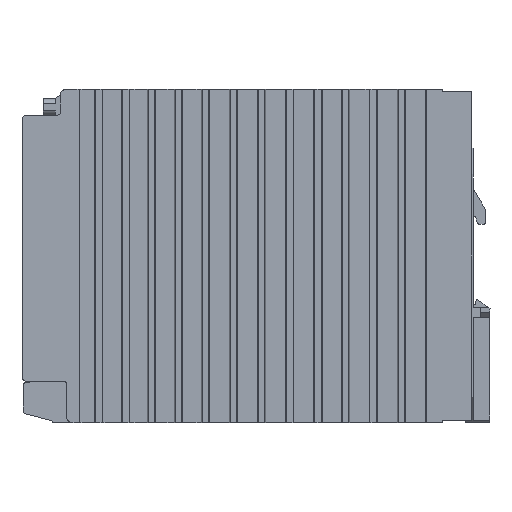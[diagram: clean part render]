
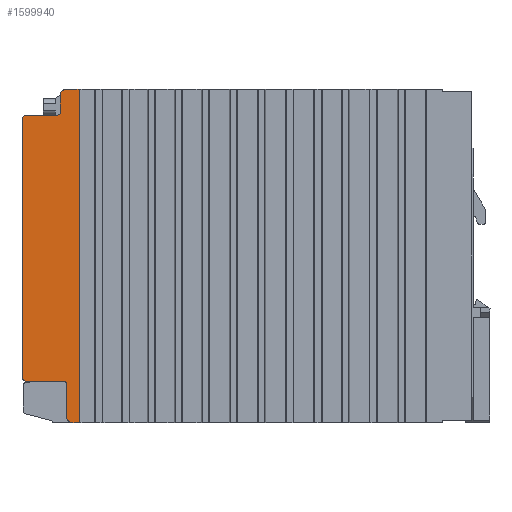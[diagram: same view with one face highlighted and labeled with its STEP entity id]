
A CAD part, left-side view. The second image highlights one B-rep face of the part: STEP entity #1599940.
In plain terms, the highlighted face is planar.
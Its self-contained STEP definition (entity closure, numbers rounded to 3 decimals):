
#139160=CARTESIAN_POINT('',(72.,65.,147.905));
#139170=VERTEX_POINT('',#139160);
#139200=CARTESIAN_POINT('',(72.,84.5,147.905));
#139210=DIRECTION('',(0.,-1.,0.));
#139220=VECTOR('',#139210,1.);
#139230=LINE('',#139200,#139220);
#139240=CARTESIAN_POINT('',(72.,62.238,147.905));
#139250=VERTEX_POINT('',#139240);
#139260=EDGE_CURVE('',#139170,#139250,#139230,.T.);
#143730=CARTESIAN_POINT('',(72.,84.5,129.905));
#143740=VERTEX_POINT('',#143730);
#143790=CARTESIAN_POINT('',(72.,82.5,129.905));
#143800=DIRECTION('',(-1.,0.,0.));
#143810=DIRECTION('',(0.,0.,1.));
#143820=AXIS2_PLACEMENT_3D('',#143790,#143800,#143810);
#143830=CIRCLE('',#143820,2.);
#143840=CARTESIAN_POINT('',(72.,82.5,131.905));
#143850=VERTEX_POINT('',#143840);
#143860=EDGE_CURVE('',#143850,#143740,#143830,.T.);
#287420=CARTESIAN_POINT('',(72.,84.5,17.905));
#287430=DIRECTION('',(0.,1.,0.));
#287440=VECTOR('',#287430,1.);
#287450=LINE('',#287420,#287440);
#291540=CARTESIAN_POINT('',(72.,62.238,17.905));
#291550=VERTEX_POINT('',#291540);
#291580=CARTESIAN_POINT('',(72.,67.5,17.905));
#291590=VERTEX_POINT('',#291580);
#291600=EDGE_CURVE('',#291550,#291590,#287450,.T.);
#292200=CARTESIAN_POINT('',(72.,84.5,131.905));
#292210=DIRECTION('',(0.,-1.,0.));
#292220=VECTOR('',#292210,1.);
#292230=LINE('',#292200,#292220);
#292240=CARTESIAN_POINT('',(72.,68.,131.905));
#292250=VERTEX_POINT('',#292240);
#292260=EDGE_CURVE('',#143850,#292250,#292230,.T.);
#298450=CARTESIAN_POINT('',(72.,70.5,27.905));
#298460=VERTEX_POINT('',#298450);
#298490=CARTESIAN_POINT('',(72.,84.5,27.905));
#298500=DIRECTION('',(0.,1.,0.));
#298510=VECTOR('',#298500,1.);
#298520=LINE('',#298490,#298510);
#298530=CARTESIAN_POINT('',(72.,82.5,27.905));
#298540=VERTEX_POINT('',#298530);
#298550=EDGE_CURVE('',#298460,#298540,#298520,.T.);
#298870=CARTESIAN_POINT('',(72.,82.5,29.905));
#298880=DIRECTION('',(-1.,0.,0.));
#298890=DIRECTION('',(0.,1.,0.));
#298900=AXIS2_PLACEMENT_3D('',#298870,#298880,#298890);
#298910=CIRCLE('',#298900,2.);
#298920=CARTESIAN_POINT('',(72.,84.5,29.905));
#298930=VERTEX_POINT('',#298920);
#298940=EDGE_CURVE('',#298930,#298540,#298910,.T.);
#299620=CARTESIAN_POINT('',(72.,84.5,82.905));
#299630=DIRECTION('',(0.,0.,1.));
#299640=VECTOR('',#299630,1.);
#299650=LINE('',#299620,#299640);
#299660=EDGE_CURVE('',#298930,#143740,#299650,.T.);
#301030=CARTESIAN_POINT('',(72.,62.238,82.905));
#301040=DIRECTION('',(-0.,0.,1.));
#301050=VECTOR('',#301040,1.);
#301060=LINE('',#301030,#301050);
#301070=EDGE_CURVE('',#291550,#139250,#301060,.T.);
#1479630=CARTESIAN_POINT('',(72.,69.5,19.905));
#1479640=VERTEX_POINT('',#1479630);
#1479690=CARTESIAN_POINT('',(72.,69.5,82.905));
#1479700=DIRECTION('',(0.,0.,1.));
#1479710=VECTOR('',#1479700,1.);
#1479720=LINE('',#1479690,#1479710);
#1479730=CARTESIAN_POINT('',(72.,69.5,26.905));
#1479740=VERTEX_POINT('',#1479730);
#1479750=EDGE_CURVE('',#1479640,#1479740,#1479720,.T.);
#1479980=CARTESIAN_POINT('',(72.,67.5,19.905));
#1479990=DIRECTION('',(-1.,0.,0.));
#1480000=DIRECTION('',(0.,1.,0.));
#1480010=AXIS2_PLACEMENT_3D('',#1479980,#1479990,#1480000);
#1480020=CIRCLE('',#1480010,2.);
#1480030=EDGE_CURVE('',#1479640,#291590,#1480020,.T.);
#1480240=CARTESIAN_POINT('',(72.,70.5,26.905));
#1480250=DIRECTION('',(1.,0.,0.));
#1480260=DIRECTION('',(0.,0.,1.));
#1480270=AXIS2_PLACEMENT_3D('',#1480240,#1480250,#1480260);
#1480280=CIRCLE('',#1480270,1.);
#1480290=EDGE_CURVE('',#298460,#1479740,#1480280,.T.);
#1484910=CARTESIAN_POINT('',(72.,67.,132.905));
#1484920=VERTEX_POINT('',#1484910);
#1484950=CARTESIAN_POINT('',(72.,67.,82.905));
#1484960=DIRECTION('',(-0.,0.,1.));
#1484970=VECTOR('',#1484960,1.);
#1484980=LINE('',#1484950,#1484970);
#1484990=CARTESIAN_POINT('',(72.,67.,145.905));
#1485000=VERTEX_POINT('',#1484990);
#1485010=EDGE_CURVE('',#1484920,#1485000,#1484980,.T.);
#1485240=CARTESIAN_POINT('',(72.,65.,145.905));
#1485250=DIRECTION('',(-1.,0.,0.));
#1485260=DIRECTION('',(0.,0.,1.));
#1485270=AXIS2_PLACEMENT_3D('',#1485240,#1485250,#1485260);
#1485280=CIRCLE('',#1485270,2.);
#1485290=EDGE_CURVE('',#139170,#1485000,#1485280,.T.);
#1485500=CARTESIAN_POINT('',(72.,68.,132.905));
#1485510=DIRECTION('',(1.,0.,0.));
#1485520=DIRECTION('',(0.,-1.,0.));
#1485530=AXIS2_PLACEMENT_3D('',#1485500,#1485510,#1485520);
#1485540=CIRCLE('',#1485530,1.);
#1485550=EDGE_CURVE('',#1484920,#292250,#1485540,.T.);
#1599730=CARTESIAN_POINT('',(72.,83.561,130.966));
#1599740=DIRECTION('',(1.,0.,0.));
#1599750=DIRECTION('',(0.,1.,0.));
#1599760=AXIS2_PLACEMENT_3D('',#1599730,#1599740,#1599750);
#1599770=PLANE('',#1599760);
#1599780=ORIENTED_EDGE('',*,*,#301070,.F.);
#1599790=ORIENTED_EDGE('',*,*,#139260,.T.);
#1599800=ORIENTED_EDGE('',*,*,#1485290,.F.);
#1599810=ORIENTED_EDGE('',*,*,#1485010,.T.);
#1599820=ORIENTED_EDGE('',*,*,#1485550,.F.);
#1599830=ORIENTED_EDGE('',*,*,#292260,.T.);
#1599840=ORIENTED_EDGE('',*,*,#143860,.F.);
#1599850=ORIENTED_EDGE('',*,*,#299660,.T.);
#1599860=ORIENTED_EDGE('',*,*,#298940,.F.);
#1599870=ORIENTED_EDGE('',*,*,#298550,.T.);
#1599880=ORIENTED_EDGE('',*,*,#1480290,.F.);
#1599890=ORIENTED_EDGE('',*,*,#1479750,.T.);
#1599900=ORIENTED_EDGE('',*,*,#1480030,.F.);
#1599910=ORIENTED_EDGE('',*,*,#291600,.T.);
#1599920=EDGE_LOOP('',(#1599910,#1599900,#1599890,#1599880,#1599870,
#1599860,#1599850,#1599840,#1599830,#1599820,#1599810,#1599800,#1599790,
#1599780));
#1599930=FACE_OUTER_BOUND('',#1599920,.T.);
#1599940=ADVANCED_FACE('',(#1599930),#1599770,.T.);
